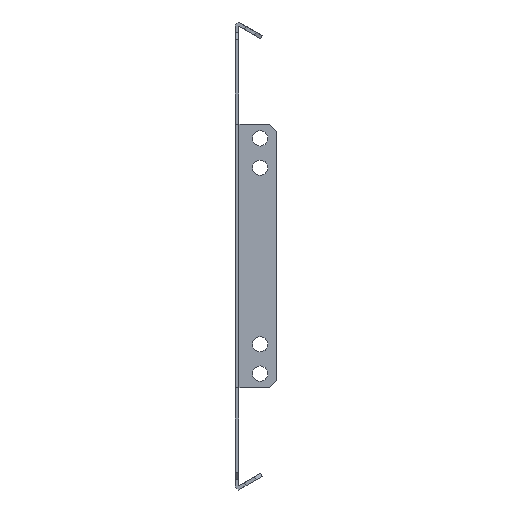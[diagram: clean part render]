
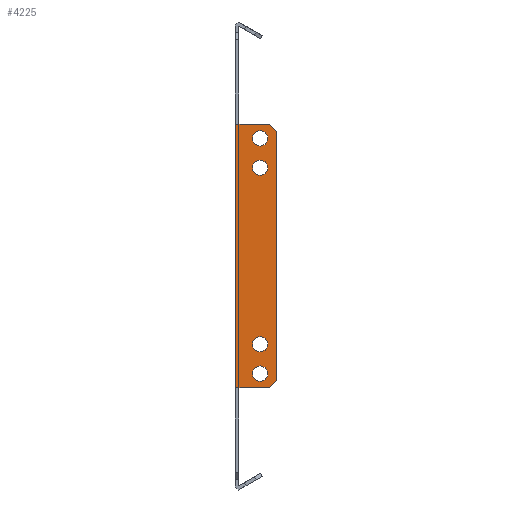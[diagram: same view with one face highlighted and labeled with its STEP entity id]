
A CAD part, front view. The second image highlights one B-rep face of the part: STEP entity #4225.
In plain terms, the highlighted planar face has unit normal (0, -1, 0).
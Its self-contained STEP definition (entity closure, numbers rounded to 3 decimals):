
#28 = VERTEX_POINT ( 'NONE', #2180 ) ;
#54 = CARTESIAN_POINT ( 'NONE',  ( 17.5, -252.75, -53. ) ) ;
#92 = CARTESIAN_POINT ( 'NONE',  ( 7.25, -252.75, -50. ) ) ;
#106 = ORIENTED_EDGE ( 'NONE', *, *, #4407, .F. ) ;
#218 = EDGE_LOOP ( 'NONE', ( #8430, #722, #1035, #2570, #8334, #2992, #5601, #7743 ) ) ;
#237 = CARTESIAN_POINT ( 'NONE',  ( 0., -252.75, 56. ) ) ;
#615 = AXIS2_PLACEMENT_3D ( 'NONE', #4472, #8272, #2468 ) ;
#722 = ORIENTED_EDGE ( 'NONE', *, *, #4201, .T. ) ;
#791 = DIRECTION ( 'NONE',  ( -1., 0., 0. ) ) ;
#859 = CARTESIAN_POINT ( 'NONE',  ( 10.5, -252.75, -50. ) ) ;
#933 = VERTEX_POINT ( 'NONE', #5317 ) ;
#978 = ORIENTED_EDGE ( 'NONE', *, *, #3058, .F. ) ;
#995 = VERTEX_POINT ( 'NONE', #6161 ) ;
#1035 = ORIENTED_EDGE ( 'NONE', *, *, #8285, .T. ) ;
#1073 = LINE ( 'NONE', #2364, #1703 ) ;
#1152 = VECTOR ( 'NONE', #3243, 1000. ) ;
#1172 = DIRECTION ( 'NONE',  ( -1., 0., 0. ) ) ;
#1274 = DIRECTION ( 'NONE',  ( 0., -1., 0. ) ) ;
#1305 = VERTEX_POINT ( 'NONE', #2319 ) ;
#1336 = ORIENTED_EDGE ( 'NONE', *, *, #4467, .F. ) ;
#1518 = CARTESIAN_POINT ( 'NONE',  ( 0., -252.75, 0. ) ) ;
#1539 = EDGE_LOOP ( 'NONE', ( #6883, #2961 ) ) ;
#1553 = FACE_BOUND ( 'NONE', #8185, .T. ) ;
#1554 = CIRCLE ( 'NONE', #3481, 3.25 ) ;
#1593 = EDGE_CURVE ( 'NONE', #4197, #28, #7209, .T. ) ;
#1634 = DIRECTION ( 'NONE',  ( 0., -1., 0. ) ) ;
#1639 = EDGE_LOOP ( 'NONE', ( #3219, #4749 ) ) ;
#1703 = VECTOR ( 'NONE', #3603, 1000. ) ;
#1728 = CARTESIAN_POINT ( 'NONE',  ( 14.5, -252.75, 56. ) ) ;
#1810 = CARTESIAN_POINT ( 'NONE',  ( 17.5, -252.75, -53. ) ) ;
#1875 = EDGE_CURVE ( 'NONE', #933, #7805, #7520, .T. ) ;
#1910 = VECTOR ( 'NONE', #2389, 1000. ) ;
#1981 = CIRCLE ( 'NONE', #7829, 3.25 ) ;
#2016 = CIRCLE ( 'NONE', #5969, 3.25 ) ;
#2154 = CARTESIAN_POINT ( 'NONE',  ( 14.5, -252.75, -56. ) ) ;
#2180 = CARTESIAN_POINT ( 'NONE',  ( 7.25, -252.75, -37.5 ) ) ;
#2297 = CARTESIAN_POINT ( 'NONE',  ( 2.5, -252.75, 56. ) ) ;
#2319 = CARTESIAN_POINT ( 'NONE',  ( 7.25, -252.75, 37.5 ) ) ;
#2323 = EDGE_CURVE ( 'NONE', #5175, #933, #3618, .T. ) ;
#2364 = CARTESIAN_POINT ( 'NONE',  ( 17.5, -252.75, 0. ) ) ;
#2389 = DIRECTION ( 'NONE',  ( 0., 0., -1. ) ) ;
#2404 = CIRCLE ( 'NONE', #6341, 3.25 ) ;
#2468 = DIRECTION ( 'NONE',  ( -1., 0., 0. ) ) ;
#2550 = VECTOR ( 'NONE', #7972, 1000. ) ;
#2568 = CARTESIAN_POINT ( 'NONE',  ( 13.75, -252.75, -37.5 ) ) ;
#2570 = ORIENTED_EDGE ( 'NONE', *, *, #2323, .T. ) ;
#2643 = VECTOR ( 'NONE', #8364, 1000. ) ;
#2703 = CARTESIAN_POINT ( 'NONE',  ( 10.5, -252.75, -37.5 ) ) ;
#2755 = DIRECTION ( 'NONE',  ( -1., 0., 0. ) ) ;
#2961 = ORIENTED_EDGE ( 'NONE', *, *, #4668, .F. ) ;
#2981 = DIRECTION ( 'NONE',  ( -1., 0., 0. ) ) ;
#2989 = VERTEX_POINT ( 'NONE', #1728 ) ;
#2992 = ORIENTED_EDGE ( 'NONE', *, *, #7212, .F. ) ;
#3039 = CARTESIAN_POINT ( 'NONE',  ( 10.5, -252.75, 37.5 ) ) ;
#3058 = EDGE_CURVE ( 'NONE', #1305, #7784, #2404, .T. ) ;
#3152 = EDGE_CURVE ( 'NONE', #5769, #5963, #3921, .T. ) ;
#3214 = CIRCLE ( 'NONE', #7277, 3.25 ) ;
#3219 = ORIENTED_EDGE ( 'NONE', *, *, #6627, .F. ) ;
#3243 = DIRECTION ( 'NONE',  ( -0.707, 0., 0.707 ) ) ;
#3461 = LINE ( 'NONE', #237, #4503 ) ;
#3481 = AXIS2_PLACEMENT_3D ( 'NONE', #3956, #3870, #5193 ) ;
#3549 = ORIENTED_EDGE ( 'NONE', *, *, #5751, .F. ) ;
#3603 = DIRECTION ( 'NONE',  ( 0., 0., 1. ) ) ;
#3618 = LINE ( 'NONE', #2297, #4086 ) ;
#3663 = VERTEX_POINT ( 'NONE', #7037 ) ;
#3756 = AXIS2_PLACEMENT_3D ( 'NONE', #5855, #3901, #7091 ) ;
#3789 = VECTOR ( 'NONE', #2755, 1000. ) ;
#3870 = DIRECTION ( 'NONE',  ( 0., -1., 0. ) ) ;
#3901 = DIRECTION ( 'NONE',  ( 0., -1., 0. ) ) ;
#3921 = LINE ( 'NONE', #1810, #2643 ) ;
#3956 = CARTESIAN_POINT ( 'NONE',  ( 10.5, -252.75, 37.5 ) ) ;
#4026 = CIRCLE ( 'NONE', #615, 3.25 ) ;
#4051 = PLANE ( 'NONE',  #6595 ) ;
#4086 = VECTOR ( 'NONE', #1172, 1000. ) ;
#4164 = CARTESIAN_POINT ( 'NONE',  ( 0., -252.75, -56. ) ) ;
#4197 = VERTEX_POINT ( 'NONE', #2568 ) ;
#4201 = EDGE_CURVE ( 'NONE', #5921, #2989, #7693, .T. ) ;
#4225 = ADVANCED_FACE ( 'NONE', ( #5834, #8411, #1553, #7385, #6636 ), #4051, .F. ) ;
#4407 = EDGE_CURVE ( 'NONE', #7784, #1305, #1554, .T. ) ;
#4467 = EDGE_CURVE ( 'NONE', #5477, #5728, #4026, .T. ) ;
#4472 = CARTESIAN_POINT ( 'NONE',  ( 10.5, -252.75, -50. ) ) ;
#4485 = EDGE_LOOP ( 'NONE', ( #3549, #1336 ) ) ;
#4503 = VECTOR ( 'NONE', #6008, 1000. ) ;
#4615 = VERTEX_POINT ( 'NONE', #6669 ) ;
#4668 = EDGE_CURVE ( 'NONE', #3663, #4615, #7151, .T. ) ;
#4749 = ORIENTED_EDGE ( 'NONE', *, *, #1593, .F. ) ;
#4823 = CARTESIAN_POINT ( 'NONE',  ( 0., -252.75, -56. ) ) ;
#4974 = EDGE_CURVE ( 'NONE', #5963, #5921, #1073, .T. ) ;
#5155 = CARTESIAN_POINT ( 'NONE',  ( 17.5, -252.75, 53. ) ) ;
#5157 = CARTESIAN_POINT ( 'NONE',  ( 14.5, -252.75, 56. ) ) ;
#5175 = VERTEX_POINT ( 'NONE', #5717 ) ;
#5193 = DIRECTION ( 'NONE',  ( -1., 0., 0. ) ) ;
#5317 = CARTESIAN_POINT ( 'NONE',  ( 0., -252.75, 56. ) ) ;
#5323 = CARTESIAN_POINT ( 'NONE',  ( 13.75, -252.75, -50. ) ) ;
#5391 = DIRECTION ( 'NONE',  ( -1., 0., 0. ) ) ;
#5452 = CARTESIAN_POINT ( 'NONE',  ( 13.75, -252.75, 37.5 ) ) ;
#5477 = VERTEX_POINT ( 'NONE', #5323 ) ;
#5601 = ORIENTED_EDGE ( 'NONE', *, *, #6496, .T. ) ;
#5717 = CARTESIAN_POINT ( 'NONE',  ( 2.5, -252.75, 56. ) ) ;
#5728 = VERTEX_POINT ( 'NONE', #92 ) ;
#5751 = EDGE_CURVE ( 'NONE', #5728, #5477, #3214, .T. ) ;
#5769 = VERTEX_POINT ( 'NONE', #2154 ) ;
#5834 = FACE_BOUND ( 'NONE', #1639, .T. ) ;
#5855 = CARTESIAN_POINT ( 'NONE',  ( 10.5, -252.75, 50. ) ) ;
#5921 = VERTEX_POINT ( 'NONE', #5155 ) ;
#5923 = DIRECTION ( 'NONE',  ( -1., 0., 0. ) ) ;
#5963 = VERTEX_POINT ( 'NONE', #54 ) ;
#5969 = AXIS2_PLACEMENT_3D ( 'NONE', #6311, #6143, #6827 ) ;
#5997 = DIRECTION ( 'NONE',  ( 0., 1., 0. ) ) ;
#6008 = DIRECTION ( 'NONE',  ( -1., 0., 0. ) ) ;
#6024 = LINE ( 'NONE', #4164, #2550 ) ;
#6048 = LINE ( 'NONE', #4823, #3789 ) ;
#6143 = DIRECTION ( 'NONE',  ( 0., -1., 0. ) ) ;
#6161 = CARTESIAN_POINT ( 'NONE',  ( 2.5, -252.75, -56. ) ) ;
#6311 = CARTESIAN_POINT ( 'NONE',  ( 10.5, -252.75, 50. ) ) ;
#6341 = AXIS2_PLACEMENT_3D ( 'NONE', #3039, #1274, #8279 ) ;
#6496 = EDGE_CURVE ( 'NONE', #995, #5769, #6024, .T. ) ;
#6575 = CARTESIAN_POINT ( 'NONE',  ( 0., -252.75, -56. ) ) ;
#6595 = AXIS2_PLACEMENT_3D ( 'NONE', #1518, #5997, #791 ) ;
#6627 = EDGE_CURVE ( 'NONE', #28, #4197, #1981, .T. ) ;
#6636 = FACE_OUTER_BOUND ( 'NONE', #218, .T. ) ;
#6669 = CARTESIAN_POINT ( 'NONE',  ( 7.25, -252.75, 50. ) ) ;
#6827 = DIRECTION ( 'NONE',  ( -1., 0., 0. ) ) ;
#6883 = ORIENTED_EDGE ( 'NONE', *, *, #7299, .F. ) ;
#7037 = CARTESIAN_POINT ( 'NONE',  ( 13.75, -252.75, 50. ) ) ;
#7091 = DIRECTION ( 'NONE',  ( -1., 0., 0. ) ) ;
#7151 = CIRCLE ( 'NONE', #3756, 3.25 ) ;
#7209 = CIRCLE ( 'NONE', #7475, 3.25 ) ;
#7212 = EDGE_CURVE ( 'NONE', #995, #7805, #6048, .T. ) ;
#7277 = AXIS2_PLACEMENT_3D ( 'NONE', #859, #7975, #5391 ) ;
#7299 = EDGE_CURVE ( 'NONE', #4615, #3663, #2016, .T. ) ;
#7385 = FACE_BOUND ( 'NONE', #1539, .T. ) ;
#7467 = CARTESIAN_POINT ( 'NONE',  ( 10.5, -252.75, -37.5 ) ) ;
#7475 = AXIS2_PLACEMENT_3D ( 'NONE', #2703, #8419, #5923 ) ;
#7520 = LINE ( 'NONE', #8316, #1910 ) ;
#7693 = LINE ( 'NONE', #5157, #1152 ) ;
#7743 = ORIENTED_EDGE ( 'NONE', *, *, #3152, .T. ) ;
#7784 = VERTEX_POINT ( 'NONE', #5452 ) ;
#7805 = VERTEX_POINT ( 'NONE', #6575 ) ;
#7829 = AXIS2_PLACEMENT_3D ( 'NONE', #7467, #1634, #2981 ) ;
#7972 = DIRECTION ( 'NONE',  ( 1., 0., 0. ) ) ;
#7975 = DIRECTION ( 'NONE',  ( 0., -1., 0. ) ) ;
#8185 = EDGE_LOOP ( 'NONE', ( #978, #106 ) ) ;
#8272 = DIRECTION ( 'NONE',  ( 0., -1., 0. ) ) ;
#8279 = DIRECTION ( 'NONE',  ( -1., 0., 0. ) ) ;
#8285 = EDGE_CURVE ( 'NONE', #2989, #5175, #3461, .T. ) ;
#8316 = CARTESIAN_POINT ( 'NONE',  ( 0., -252.75, 0. ) ) ;
#8334 = ORIENTED_EDGE ( 'NONE', *, *, #1875, .T. ) ;
#8364 = DIRECTION ( 'NONE',  ( 0.707, 0., 0.707 ) ) ;
#8411 = FACE_BOUND ( 'NONE', #4485, .T. ) ;
#8419 = DIRECTION ( 'NONE',  ( 0., -1., 0. ) ) ;
#8430 = ORIENTED_EDGE ( 'NONE', *, *, #4974, .T. ) ;
